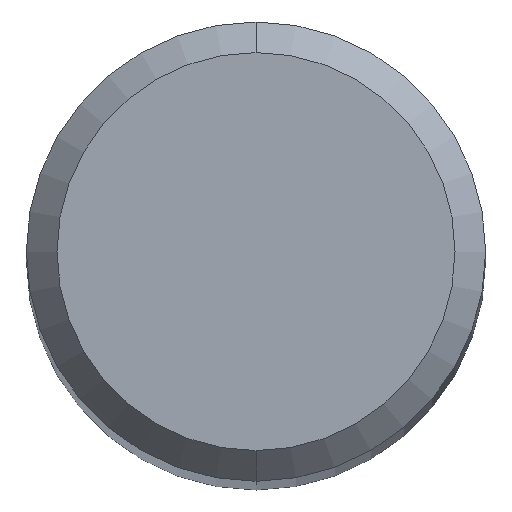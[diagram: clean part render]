
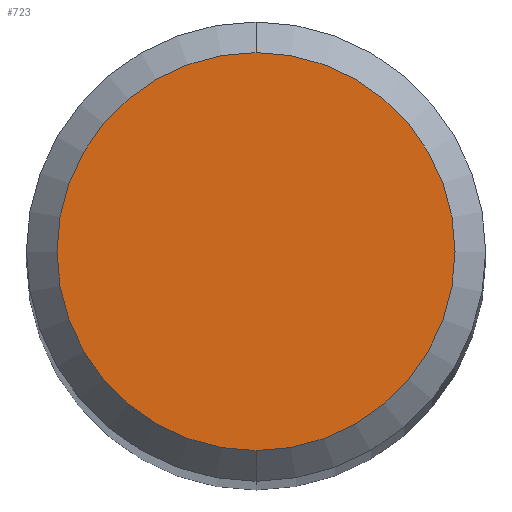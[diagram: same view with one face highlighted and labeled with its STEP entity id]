
A CAD part, top view. The second image highlights one B-rep face of the part: STEP entity #723.
In plain terms, the highlighted planar face has unit normal (0, 0, 1).
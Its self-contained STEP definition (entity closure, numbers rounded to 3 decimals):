
#565=VERTEX_POINT('',#1184);
#601=EDGE_CURVE('',#565,#799,#1223,.T.);
#669=EDGE_CURVE('',#799,#565,#1297,.T.);
#723=ADVANCED_FACE('',(#1356),#1357,.T.);
#799=VERTEX_POINT('',#1439);
#1184=CARTESIAN_POINT('',(0.,-2.6,0.0));
#1223=CIRCLE('',#2704,2.6);
#1297=CIRCLE('',#3023,2.6);
#1356=FACE_OUTER_BOUND('',#3457,.T.);
#1357=PLANE('',#3458);
#1439=CARTESIAN_POINT('',(0.0,2.6,0.0));
#2704=AXIS2_PLACEMENT_3D('',#4722,#4723,#4724);
#3023=AXIS2_PLACEMENT_3D('',#4811,#4812,#4813);
#3457=EDGE_LOOP('',(#4877,#4878));
#3458=AXIS2_PLACEMENT_3D('',#4879,#4880,#4881);
#4722=CARTESIAN_POINT('',(0.0,0.0,0.0));
#4723=DIRECTION('',(0.0,0.0,-1.0));
#4724=DIRECTION('',(0.0,1.0,0.0));
#4811=CARTESIAN_POINT('',(0.0,0.0,0.0));
#4812=DIRECTION('',(0.0,0.0,-1.0));
#4813=DIRECTION('',(0.0,1.0,0.0));
#4877=ORIENTED_EDGE('',*,*,#669,.F.);
#4878=ORIENTED_EDGE('',*,*,#601,.F.);
#4879=CARTESIAN_POINT('',(0.0,1.3,0.0));
#4880=DIRECTION('',(-0.0,0.0,1.0));
#4881=DIRECTION('',(0.0,-1.0,0.0));
